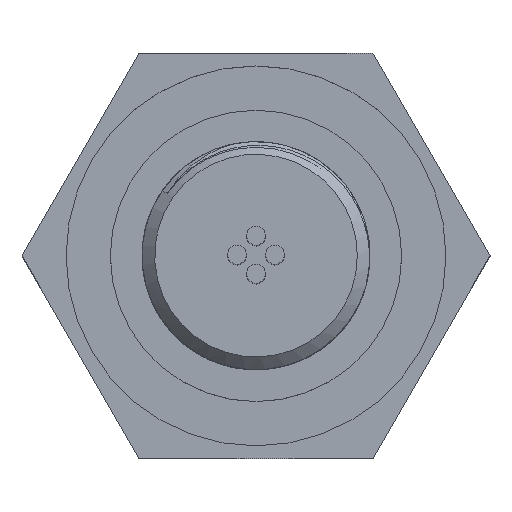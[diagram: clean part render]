
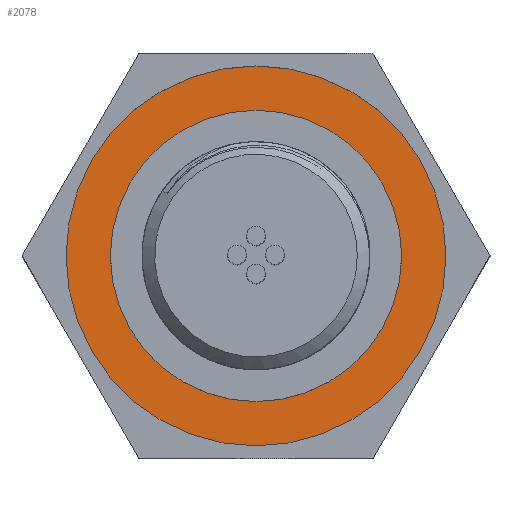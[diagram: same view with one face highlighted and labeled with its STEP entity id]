
A CAD part, top view. The second image highlights one B-rep face of the part: STEP entity #2078.
In plain terms, the highlighted planar face has unit normal (0, 0, 1).
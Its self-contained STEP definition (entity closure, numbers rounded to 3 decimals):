
#376=PLANE($,#2230);
#497=FACE_BOUND($,#740,.T.);
#498=FACE_BOUND($,#741,.T.);
#539=CIRCLE($,#2225,11.5);
#541=CIRCLE($,#2228,15.);
#740=EDGE_LOOP($,(#1552));
#741=EDGE_LOOP($,(#1553));
#978=VERTEX_POINT($,#4578);
#980=VERTEX_POINT($,#4583);
#1199=EDGE_CURVE($,#978,#978,#539,.T.);
#1201=EDGE_CURVE($,#980,#980,#541,.T.);
#1552=ORIENTED_EDGE($,*,*,#1199,.F.);
#1553=ORIENTED_EDGE($,*,*,#1201,.T.);
#2078=ADVANCED_FACE($,(#497,#498),#376,.F.);
#2225=AXIS2_PLACEMENT_3D($,#4579,#2435,#2436);
#2228=AXIS2_PLACEMENT_3D($,#4584,#2441,#2442);
#2230=AXIS2_PLACEMENT_3D($,#4587,#2445,#2446);
#2435=DIRECTION('center_axis',(0.,0.,1.));
#2436=DIRECTION('ref_axis',(-1.,0.,0.));
#2441=DIRECTION('center_axis',(0.,0.,1.));
#2442=DIRECTION('ref_axis',(-1.,0.,0.));
#2445=DIRECTION('center_axis',(0.,0.,-1.));
#2446=DIRECTION('ref_axis',(-1.,0.,0.));
#4578=CARTESIAN_POINT('',(11.5,0.,7.18));
#4579=CARTESIAN_POINT('Origin',(0.,0.,7.18));
#4583=CARTESIAN_POINT('',(15.,0.,7.18));
#4584=CARTESIAN_POINT('Origin',(0.,0.,7.18));
#4587=CARTESIAN_POINT('Origin',(0.,0.,7.18));
